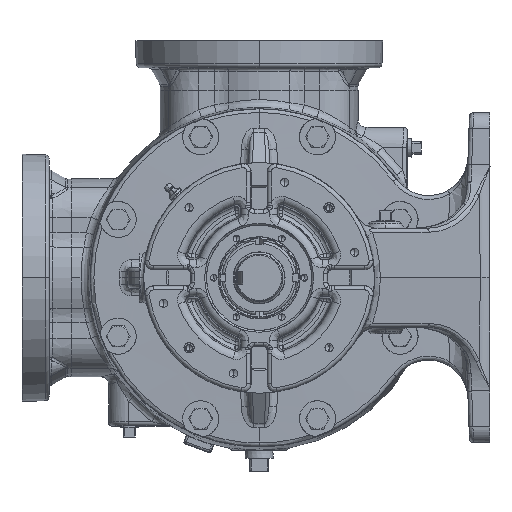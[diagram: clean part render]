
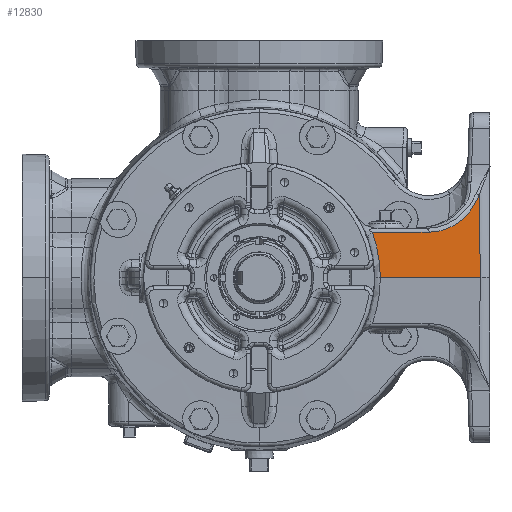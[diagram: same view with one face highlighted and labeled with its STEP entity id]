
A CAD part, left-side view. The second image highlights one B-rep face of the part: STEP entity #12830.
In plain terms, the highlighted planar face has unit normal (-0.642, -0.766, 0.035).
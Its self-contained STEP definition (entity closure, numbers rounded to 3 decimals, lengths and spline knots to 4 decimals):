
#8030 = CARTESIAN_POINT ( 'NONE',  ( -5.896, -6.6677, 2.4956 ) ) ;
#9745 = CARTESIAN_POINT ( 'NONE',  ( -6.2759, -6.3809, 1.7931 ) ) ;
#12830 = ADVANCED_FACE ( 'Defeatured_0_1800', ( #15929 ), #145942, .T. ) ;
#15929 = FACE_OUTER_BOUND ( 'NONE', #98225, .T. ) ;
#16656 = CARTESIAN_POINT ( 'NONE',  ( -7.7607, -5.1537, 1.3842 ) ) ;
#17624 = AXIS2_PLACEMENT_3D ( 'NONE', #143637, #125852, #179136 ) ;
#21723 = CARTESIAN_POINT ( 'NONE',  ( -5.9831, -6.7083, 0. ) ) ;
#23369 = ORIENTED_EDGE ( 'NONE', *, *, #77348, .T. ) ;
#24123 = ORIENTED_EDGE ( 'NONE', *, *, #103141, .T. ) ;
#28817 = CARTESIAN_POINT ( 'NONE',  ( -9.5972, -3.6757, 0. ) ) ;
#34583 = CARTESIAN_POINT ( 'NONE',  ( -5.3596, -7.1684, 1.3842 ) ) ;
#34604 = VECTOR ( 'NONE', #106688, 39.3701 ) ;
#39301 = DIRECTION ( 'NONE',  ( 0.035, 0.016, 0.999 ) ) ;
#49688 = ORIENTED_EDGE ( 'NONE', *, *, #224015, .T. ) ;
#51120 = VERTEX_POINT ( 'NONE', #21723 ) ;
#64597 = CARTESIAN_POINT ( 'NONE',  ( -9.8089, -3.435, 1.3842 ) ) ;
#64605 = VERTEX_POINT ( 'NONE', #143274 ) ;
#67661 = CARTESIAN_POINT ( 'NONE',  ( -7.7607, -5.1537, 1.3842 ) ) ;
#67955 = EDGE_CURVE ( 'NONE', #169763, #75983, #151823, .T. ) ;
#75983 = VERTEX_POINT ( 'NONE', #16656 ) ;
#77348 = EDGE_CURVE ( 'NONE', #64605, #51120, #166311, .T. ) ;
#83085 = ORIENTED_EDGE ( 'NONE', *, *, #156741, .T. ) ;
#98225 = EDGE_LOOP ( 'NONE', ( #49688, #24123, #23369, #83085, #168950 ) ) ;
#99616 = CARTESIAN_POINT ( 'NONE',  ( -5.896, -6.6677, 2.4956 ) ) ;
#103141 = EDGE_CURVE ( 'NONE', #129301, #64605, #152482, .T. ) ;
#106688 = DIRECTION ( 'NONE',  ( -0.766, 0.643, 0. ) ) ;
#125852 = DIRECTION ( 'NONE',  ( -0.642, -0.766, 0.035 ) ) ;
#129301 = VERTEX_POINT ( 'NONE', #64597 ) ;
#131935 = CARTESIAN_POINT ( 'NONE',  ( -5.3907, -7.2054, 0. ) ) ;
#143274 = CARTESIAN_POINT ( 'NONE',  ( -9.5972, -3.6757, 0. ) ) ;
#143637 = CARTESIAN_POINT ( 'NONE',  ( -5.3907, -7.2054, 0. ) ) ;
#144585 = CARTESIAN_POINT ( 'NONE',  ( -5.8632, -6.6524, 3.434 ) ) ;
#145942 = PLANE ( 'NONE',  #17624 ) ;
#151823 =( BOUNDED_CURVE ( )  B_SPLINE_CURVE ( 3, ( #99616, #9745, #157522, #67661 ),
 .UNSPECIFIED., .F., .T. ) 
 B_SPLINE_CURVE_WITH_KNOTS ( ( 4, 4 ),
 ( 3.5831, 4.6581 ),
 .UNSPECIFIED. ) 
 CURVE ( )  GEOMETRIC_REPRESENTATION_ITEM ( )  RATIONAL_B_SPLINE_CURVE ( ( 1., 0.906, 0.906, 1. ) ) 
 REPRESENTATION_ITEM ( '' )  );
#152482 =( BOUNDED_CURVE ( )  B_SPLINE_CURVE ( 3, ( #203952, #153046, #225102, #28817 ),
 .UNSPECIFIED., .F., .T. ) 
 B_SPLINE_CURVE_WITH_KNOTS ( ( 4, 4 ),
 ( 2.8489, 3.181 ),
 .UNSPECIFIED. ) 
 CURVE ( )  GEOMETRIC_REPRESENTATION_ITEM ( )  RATIONAL_B_SPLINE_CURVE ( ( 1., 0.991, 0.991, 1. ) ) 
 REPRESENTATION_ITEM ( '' )  );
#153046 = CARTESIAN_POINT ( 'NONE',  ( -9.6462, -3.5918, 0.9383 ) ) ;
#154438 = VECTOR ( 'NONE', #39301, 39.3701 ) ;
#156741 = EDGE_CURVE ( 'NONE', #51120, #169763, #197820, .T. ) ;
#157522 = CARTESIAN_POINT ( 'NONE',  ( -6.962, -5.8238, 1.3842 ) ) ;
#166311 = LINE ( 'NONE', #131935, #172663 ) ;
#168638 = DIRECTION ( 'NONE',  ( 0.766, -0.643, 0. ) ) ;
#168950 = ORIENTED_EDGE ( 'NONE', *, *, #67955, .T. ) ;
#169763 = VERTEX_POINT ( 'NONE', #8030 ) ;
#172663 = VECTOR ( 'NONE', #168638, 39.3701 ) ;
#179136 = DIRECTION ( 'NONE',  ( 0.766, -0.643, 0. ) ) ;
#196614 = LINE ( 'NONE', #34583, #34604 ) ;
#197820 = LINE ( 'NONE', #144585, #154438 ) ;
#203952 = CARTESIAN_POINT ( 'NONE',  ( -9.8089, -3.435, 1.3842 ) ) ;
#224015 = EDGE_CURVE ( 'NONE', #75983, #129301, #196614, .T. ) ;
#225102 = CARTESIAN_POINT ( 'NONE',  ( -9.575, -3.6728, 0.4726 ) ) ;
